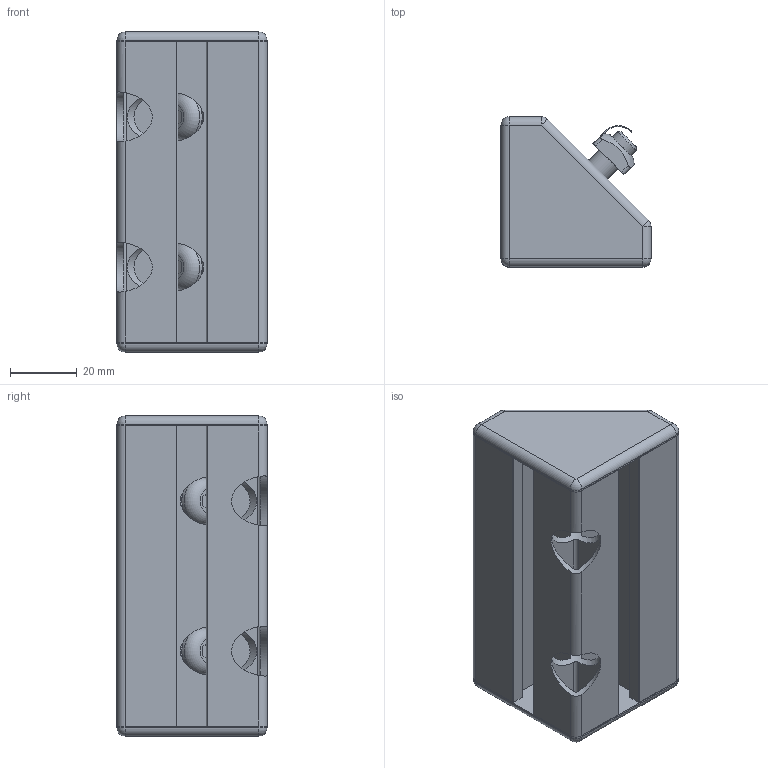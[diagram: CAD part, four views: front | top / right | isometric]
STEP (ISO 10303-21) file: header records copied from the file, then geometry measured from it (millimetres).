
FILE_DESCRIPTION(/* description */ ('Verstrebungssockel 45° L=90 mm F'),/* implementation_level */ '2;1');
FILE_NAME(/* name */ 'ZEI_CAD_211727-4-REV00_#SALL_#AIN_#V1.step',/* time_stamp */ '2022-10-10T06:58:01+02:00',/* author */ ('MiniTec'),/* organization */ ('MiniTec GmbH & Co.KG'),/* preprocessor_version */ 'ST-DEVELOPER v18.1',/* originating_system */ 'Autodesk Inventor 2021',/* authorisation */ '');
FILE_SCHEMA (('CONFIG_CONTROL_DESIGN'));
Length unit declared in the file: millimetre
Products named in the file (5): MTW_1-00044857; 21-1727-1FZ.001; 21-1189-1FZ.001; 21-1351-2FZ.005; 22-0995-1FZ.000
Assembly tree (7 placements, depth 2):
  MTW_1-00044857
    21-1727-1FZ.001
    21-1189-1FZ.001  x2
    21-1351-2FZ.005  x2
    22-0995-1FZ.000  x2
Bounding box: 45 x 45 x 96 mm (x, y, z)
Volume: 57341.8 mm3; surface area: 49926.1 mm2
Topology: 7 solids, 7 shells, 294 faces, 886 edges, 576 vertices
Faces by surface type: cylinder 149, plane 125, sphere 10, cone 6, torus 4
Full cylindrical faces by diameter (mm): 8 x4, 9 x2, 14 x2, 15 x4
Entity records: 9276 total; most frequent: CARTESIAN_POINT 2474, ORIENTED_EDGE 1474, DIRECTION 1333, EDGE_CURVE 737, VERTEX_POINT 488, AXIS2_PLACEMENT_3D 468, LINE 397, VECTOR 397
